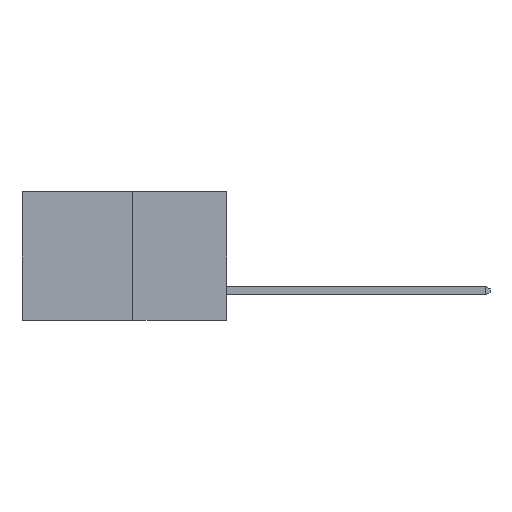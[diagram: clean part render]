
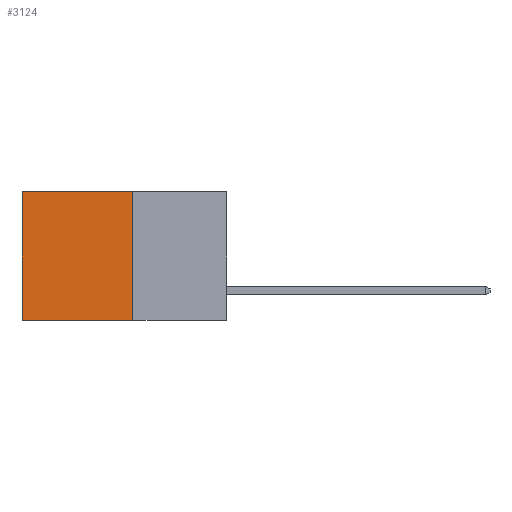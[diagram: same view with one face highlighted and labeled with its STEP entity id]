
A CAD part, left-side view. The second image highlights one B-rep face of the part: STEP entity #3124.
In plain terms, the highlighted planar face has unit normal (-1, 0, 0).
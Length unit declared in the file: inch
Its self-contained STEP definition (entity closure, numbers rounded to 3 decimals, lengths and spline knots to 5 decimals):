
#221 = VERTEX_POINT ( 'NONE', #5845 ) ;
#262 = FACE_OUTER_BOUND ( 'NONE', #7646, .T. ) ;
#1119 = PLANE ( 'NONE',  #6433 ) ;
#1488 = VECTOR ( 'NONE', #8813, 39.37008 ) ;
#1609 = CARTESIAN_POINT ( 'NONE',  ( 0.277, 0.27, -0.37 ) ) ;
#1627 = DIRECTION ( 'NONE',  ( 0., 1., 0. ) ) ;
#1639 = CARTESIAN_POINT ( 'NONE',  ( 0.277, 0.27, 0. ) ) ;
#1814 = ORIENTED_EDGE ( 'NONE', *, *, #8257, .T. ) ;
#2484 = VECTOR ( 'NONE', #7841, 39.37008 ) ;
#2619 = DIRECTION ( 'NONE',  ( 1., 0., 0. ) ) ;
#2658 = VECTOR ( 'NONE', #1627, 39.37008 ) ;
#3124 = ADVANCED_FACE ( 'NONE', ( #262 ), #1119, .F. ) ;
#3534 = ORIENTED_EDGE ( 'NONE', *, *, #3746, .F. ) ;
#3671 = VERTEX_POINT ( 'NONE', #9828 ) ;
#3746 = EDGE_CURVE ( 'NONE', #221, #4515, #8999, .T. ) ;
#4515 = VERTEX_POINT ( 'NONE', #4748 ) ;
#4748 = CARTESIAN_POINT ( 'NONE',  ( 0.277, 0.27, -0.37 ) ) ;
#4968 = LINE ( 'NONE', #8506, #6893 ) ;
#5845 = CARTESIAN_POINT ( 'NONE',  ( 0.277, 0.27, 0. ) ) ;
#5961 = LINE ( 'NONE', #8860, #1488 ) ;
#5991 = VERTEX_POINT ( 'NONE', #7901 ) ;
#6398 = ORIENTED_EDGE ( 'NONE', *, *, #6908, .F. ) ;
#6433 = AXIS2_PLACEMENT_3D ( 'NONE', #1609, #2619, #6616 ) ;
#6616 = DIRECTION ( 'NONE',  ( 0., 0., -1. ) ) ;
#6891 = DIRECTION ( 'NONE',  ( 0., 0., -1. ) ) ;
#6893 = VECTOR ( 'NONE', #6891, 39.37008 ) ;
#6908 = EDGE_CURVE ( 'NONE', #4515, #5991, #5961, .T. ) ;
#7646 = EDGE_LOOP ( 'NONE', ( #9376, #6398, #3534, #1814 ) ) ;
#7841 = DIRECTION ( 'NONE',  ( 0., 0., -1. ) ) ;
#7901 = CARTESIAN_POINT ( 'NONE',  ( 0.277, 0.59, -0.37 ) ) ;
#8257 = EDGE_CURVE ( 'NONE', #221, #3671, #9692, .T. ) ;
#8506 = CARTESIAN_POINT ( 'NONE',  ( 0.277, 0.59, -0.37 ) ) ;
#8813 = DIRECTION ( 'NONE',  ( 0., 1., 0. ) ) ;
#8860 = CARTESIAN_POINT ( 'NONE',  ( 0.277, 0.27, -0.37 ) ) ;
#8999 = LINE ( 'NONE', #10674, #2484 ) ;
#9376 = ORIENTED_EDGE ( 'NONE', *, *, #10401, .T. ) ;
#9692 = LINE ( 'NONE', #1639, #2658 ) ;
#9828 = CARTESIAN_POINT ( 'NONE',  ( 0.277, 0.59, 0. ) ) ;
#10401 = EDGE_CURVE ( 'NONE', #3671, #5991, #4968, .T. ) ;
#10674 = CARTESIAN_POINT ( 'NONE',  ( 0.277, 0.27, -0.37 ) ) ;
